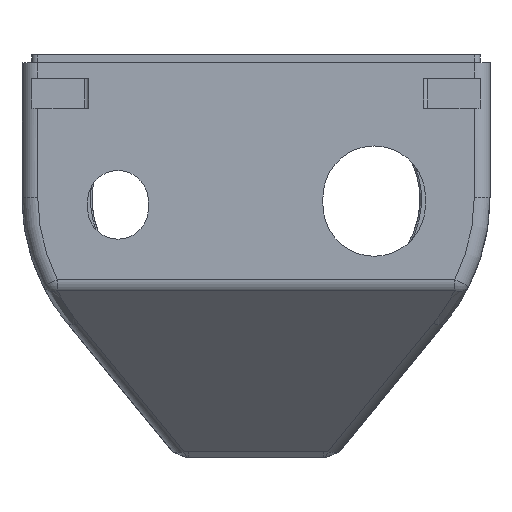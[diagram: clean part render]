
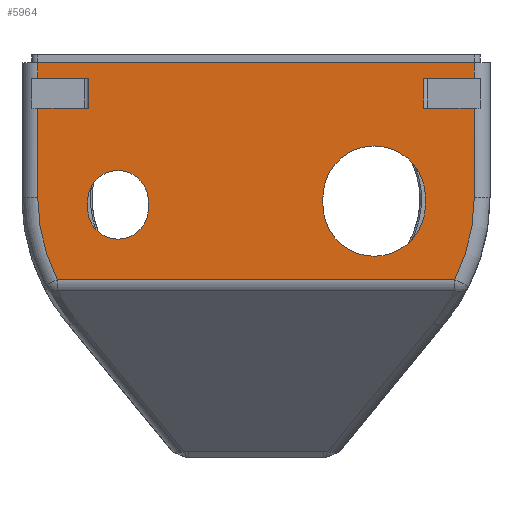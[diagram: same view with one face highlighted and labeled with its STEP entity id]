
A CAD part, front view. The second image highlights one B-rep face of the part: STEP entity #5964.
In plain terms, the highlighted planar face has unit normal (0, -1, 0).
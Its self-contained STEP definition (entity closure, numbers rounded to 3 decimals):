
#24=FACE_BOUND('',#1003,.T.);
#25=FACE_BOUND('',#1004,.T.);
#161=CIRCLE('',#6341,23.);
#162=CIRCLE('',#6342,23.);
#163=CIRCLE('',#6343,3.85);
#164=CIRCLE('',#6344,3.85);
#165=CIRCLE('',#6345,6.5);
#166=CIRCLE('',#6346,6.5);
#411=PLANE('',#6340);
#670=FACE_OUTER_BOUND('',#1002,.T.);
#1002=EDGE_LOOP('',(#4900,#4901,#4902,#4903,#4904,#4905,#4906,#4907,#4908,
#4909,#4910,#4911,#4912,#4913));
#1003=EDGE_LOOP('',(#4914,#4915,#4916,#4917));
#1004=EDGE_LOOP('',(#4918,#4919,#4920,#4921));
#1274=LINE('',#8758,#1867);
#1338=LINE('',#8914,#1931);
#1526=LINE('',#10610,#2119);
#1545=LINE('',#10680,#2138);
#1547=LINE('',#10686,#2140);
#1548=LINE('',#10689,#2141);
#1549=LINE('',#10691,#2142);
#1550=LINE('',#10693,#2143);
#1551=LINE('',#10695,#2144);
#1552=LINE('',#10699,#2145);
#1553=LINE('',#10702,#2146);
#1554=LINE('',#10703,#2147);
#1555=LINE('',#10708,#2148);
#1556=LINE('',#10711,#2149);
#1557=LINE('',#10714,#2150);
#1558=LINE('',#10718,#2151);
#1867=VECTOR('',#6742,10.);
#1931=VECTOR('',#6882,10.);
#2119=VECTOR('',#7274,10.);
#2138=VECTOR('',#7323,10.);
#2140=VECTOR('',#7327,10.);
#2141=VECTOR('',#7332,10.);
#2142=VECTOR('',#7333,10.);
#2143=VECTOR('',#7334,10.);
#2144=VECTOR('',#7335,10.);
#2145=VECTOR('',#7338,10.);
#2146=VECTOR('',#7341,10.);
#2147=VECTOR('',#7342,10.);
#2148=VECTOR('',#7345,10.);
#2149=VECTOR('',#7348,10.);
#2150=VECTOR('',#7349,10.);
#2151=VECTOR('',#7352,10.);
#2604=VERTEX_POINT('',#8755);
#2605=VERTEX_POINT('',#8757);
#2658=VERTEX_POINT('',#8911);
#2659=VERTEX_POINT('',#8913);
#2889=VERTEX_POINT('',#10607);
#2890=VERTEX_POINT('',#10609);
#2900=VERTEX_POINT('',#10683);
#2901=VERTEX_POINT('',#10685);
#2902=VERTEX_POINT('',#10690);
#2903=VERTEX_POINT('',#10692);
#2904=VERTEX_POINT('',#10694);
#2905=VERTEX_POINT('',#10696);
#2906=VERTEX_POINT('',#10698);
#2907=VERTEX_POINT('',#10701);
#2908=VERTEX_POINT('',#10704);
#2909=VERTEX_POINT('',#10705);
#2910=VERTEX_POINT('',#10707);
#2911=VERTEX_POINT('',#10709);
#2912=VERTEX_POINT('',#10712);
#2913=VERTEX_POINT('',#10713);
#2914=VERTEX_POINT('',#10715);
#2915=VERTEX_POINT('',#10717);
#3219=EDGE_CURVE('',#2605,#2604,#1274,.T.);
#3297=EDGE_CURVE('',#2659,#2658,#1338,.T.);
#3621=EDGE_CURVE('',#2890,#2889,#1526,.T.);
#3644=EDGE_CURVE('',#2890,#2658,#1545,.T.);
#3647=EDGE_CURVE('',#2900,#2901,#1547,.T.);
#3649=EDGE_CURVE('',#2605,#2889,#1548,.T.);
#3650=EDGE_CURVE('',#2604,#2902,#1549,.T.);
#3651=EDGE_CURVE('',#2902,#2903,#1550,.T.);
#3652=EDGE_CURVE('',#2904,#2903,#1551,.T.);
#3653=EDGE_CURVE('',#2905,#2904,#161,.T.);
#3654=EDGE_CURVE('',#2906,#2905,#1552,.T.);
#3655=EDGE_CURVE('',#2901,#2906,#162,.T.);
#3656=EDGE_CURVE('',#2900,#2907,#1553,.T.);
#3657=EDGE_CURVE('',#2907,#2659,#1554,.T.);
#3658=EDGE_CURVE('',#2908,#2909,#163,.T.);
#3659=EDGE_CURVE('',#2909,#2910,#1555,.T.);
#3660=EDGE_CURVE('',#2910,#2911,#164,.T.);
#3661=EDGE_CURVE('',#2911,#2908,#1556,.T.);
#3662=EDGE_CURVE('',#2912,#2913,#1557,.T.);
#3663=EDGE_CURVE('',#2913,#2914,#165,.T.);
#3664=EDGE_CURVE('',#2914,#2915,#1558,.T.);
#3665=EDGE_CURVE('',#2915,#2912,#166,.T.);
#4900=ORIENTED_EDGE('',*,*,#3621,.T.);
#4901=ORIENTED_EDGE('',*,*,#3649,.F.);
#4902=ORIENTED_EDGE('',*,*,#3219,.T.);
#4903=ORIENTED_EDGE('',*,*,#3650,.T.);
#4904=ORIENTED_EDGE('',*,*,#3651,.T.);
#4905=ORIENTED_EDGE('',*,*,#3652,.F.);
#4906=ORIENTED_EDGE('',*,*,#3653,.F.);
#4907=ORIENTED_EDGE('',*,*,#3654,.F.);
#4908=ORIENTED_EDGE('',*,*,#3655,.F.);
#4909=ORIENTED_EDGE('',*,*,#3647,.F.);
#4910=ORIENTED_EDGE('',*,*,#3656,.T.);
#4911=ORIENTED_EDGE('',*,*,#3657,.T.);
#4912=ORIENTED_EDGE('',*,*,#3297,.T.);
#4913=ORIENTED_EDGE('',*,*,#3644,.F.);
#4914=ORIENTED_EDGE('',*,*,#3658,.T.);
#4915=ORIENTED_EDGE('',*,*,#3659,.T.);
#4916=ORIENTED_EDGE('',*,*,#3660,.T.);
#4917=ORIENTED_EDGE('',*,*,#3661,.T.);
#4918=ORIENTED_EDGE('',*,*,#3662,.T.);
#4919=ORIENTED_EDGE('',*,*,#3663,.T.);
#4920=ORIENTED_EDGE('',*,*,#3664,.T.);
#4921=ORIENTED_EDGE('',*,*,#3665,.T.);
#5964=ADVANCED_FACE('',(#670,#24,#25),#411,.T.);
#6340=AXIS2_PLACEMENT_3D('',#10688,#7330,#7331);
#6341=AXIS2_PLACEMENT_3D('',#10697,#7336,#7337);
#6342=AXIS2_PLACEMENT_3D('',#10700,#7339,#7340);
#6343=AXIS2_PLACEMENT_3D('',#10706,#7343,#7344);
#6344=AXIS2_PLACEMENT_3D('',#10710,#7346,#7347);
#6345=AXIS2_PLACEMENT_3D('',#10716,#7350,#7351);
#6346=AXIS2_PLACEMENT_3D('',#10719,#7353,#7354);
#6742=DIRECTION('',(1.,0.,0.));
#6882=DIRECTION('',(1.,0.,0.));
#7274=DIRECTION('',(-1.,0.,0.));
#7323=DIRECTION('',(0.,0.,-1.));
#7327=DIRECTION('',(0.,0.,-1.));
#7330=DIRECTION('center_axis',(0.,-1.,0.));
#7331=DIRECTION('ref_axis',(0.,0.,-1.));
#7332=DIRECTION('',(0.,0.,1.));
#7333=DIRECTION('',(0.,0.,-1.));
#7334=DIRECTION('',(-1.,0.,0.));
#7335=DIRECTION('',(0.,0.,1.));
#7336=DIRECTION('center_axis',(0.,1.,0.));
#7337=DIRECTION('ref_axis',(-0.973,0.,-0.231));
#7338=DIRECTION('',(-1.,0.,0.));
#7339=DIRECTION('center_axis',(0.,1.,0.));
#7340=DIRECTION('ref_axis',(0.973,0.,-0.231));
#7341=DIRECTION('',(-1.,0.,0.));
#7342=DIRECTION('',(0.,0.,1.));
#7343=DIRECTION('center_axis',(0.,1.,0.));
#7344=DIRECTION('ref_axis',(1.,0.,0.));
#7345=DIRECTION('',(0.,0.,1.));
#7346=DIRECTION('center_axis',(0.,1.,0.));
#7347=DIRECTION('ref_axis',(-1.,0.,0.));
#7348=DIRECTION('',(0.,0.,-1.));
#7349=DIRECTION('',(0.,0.,-1.));
#7350=DIRECTION('center_axis',(0.,1.,0.));
#7351=DIRECTION('ref_axis',(1.,0.,0.));
#7352=DIRECTION('',(0.,0.,1.));
#7353=DIRECTION('center_axis',(0.,1.,0.));
#7354=DIRECTION('ref_axis',(-1.,0.,0.));
#8755=CARTESIAN_POINT('',(-21.25,-71.,24.07));
#8757=CARTESIAN_POINT('',(-27.7,-71.,24.07));
#8758=CARTESIAN_POINT('',(-10.625,-71.,24.07));
#8911=CARTESIAN_POINT('',(27.7,-71.,24.07));
#8913=CARTESIAN_POINT('',(21.25,-71.,24.07));
#8914=CARTESIAN_POINT('',(14.225,-71.,24.07));
#10607=CARTESIAN_POINT('',(-27.7,-71.,26.07));
#10609=CARTESIAN_POINT('',(27.7,-71.,26.07));
#10610=CARTESIAN_POINT('',(-0.075,-71.,26.07));
#10680=CARTESIAN_POINT('',(27.7,-71.,1.51));
#10683=CARTESIAN_POINT('',(27.7,-71.,20.27));
#10685=CARTESIAN_POINT('',(27.7,-71.,8.938));
#10686=CARTESIAN_POINT('',(27.7,-71.,1.51));
#10688=CARTESIAN_POINT('Origin',(0.,-71.,3.019));
#10689=CARTESIAN_POINT('',(-27.7,-71.,16.544));
#10690=CARTESIAN_POINT('',(-21.25,-71.,20.27));
#10691=CARTESIAN_POINT('',(-21.25,-71.,11.645));
#10692=CARTESIAN_POINT('',(-27.7,-71.,20.27));
#10693=CARTESIAN_POINT('',(-14.225,-71.,20.27));
#10694=CARTESIAN_POINT('',(-27.7,-71.,8.938));
#10695=CARTESIAN_POINT('',(-27.7,-71.,16.544));
#10696=CARTESIAN_POINT('',(-25.22,-71.,-1.452));
#10697=CARTESIAN_POINT('Origin',(-4.7,-71.,8.938));
#10698=CARTESIAN_POINT('',(25.22,-71.,-1.452));
#10699=CARTESIAN_POINT('',(-2.5,-71.,-1.452));
#10700=CARTESIAN_POINT('Origin',(4.7,-71.,8.938));
#10701=CARTESIAN_POINT('',(21.25,-71.,20.27));
#10702=CARTESIAN_POINT('',(10.625,-71.,20.27));
#10703=CARTESIAN_POINT('',(21.25,-71.,13.545));
#10704=CARTESIAN_POINT('',(-13.668,-71.,7.515));
#10705=CARTESIAN_POINT('',(-21.368,-71.,7.515));
#10706=CARTESIAN_POINT('Origin',(-17.518,-71.,7.515));
#10707=CARTESIAN_POINT('',(-21.368,-71.,8.515));
#10708=CARTESIAN_POINT('',(-21.368,-71.,5.767));
#10709=CARTESIAN_POINT('',(-13.668,-71.,8.515));
#10710=CARTESIAN_POINT('Origin',(-17.518,-71.,8.515));
#10711=CARTESIAN_POINT('',(-13.668,-71.,5.267));
#10712=CARTESIAN_POINT('',(21.5,-71.,8.987));
#10713=CARTESIAN_POINT('',(21.5,-71.,7.987));
#10714=CARTESIAN_POINT('',(21.5,-71.,5.503));
#10715=CARTESIAN_POINT('',(8.5,-71.,7.987));
#10716=CARTESIAN_POINT('Origin',(15.,-71.,7.987));
#10717=CARTESIAN_POINT('',(8.5,-71.,8.987));
#10718=CARTESIAN_POINT('',(8.5,-71.,6.003));
#10719=CARTESIAN_POINT('Origin',(15.,-71.,8.987));
